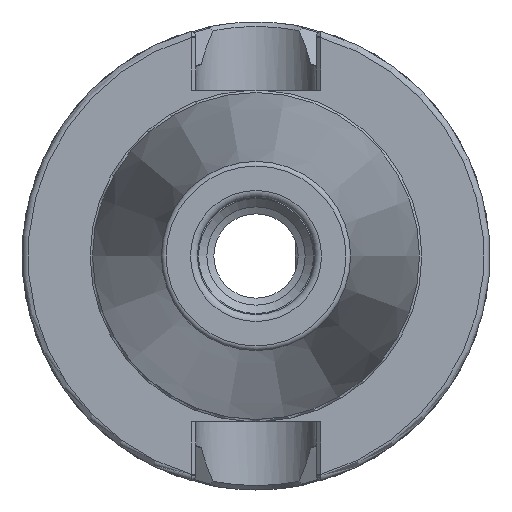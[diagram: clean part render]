
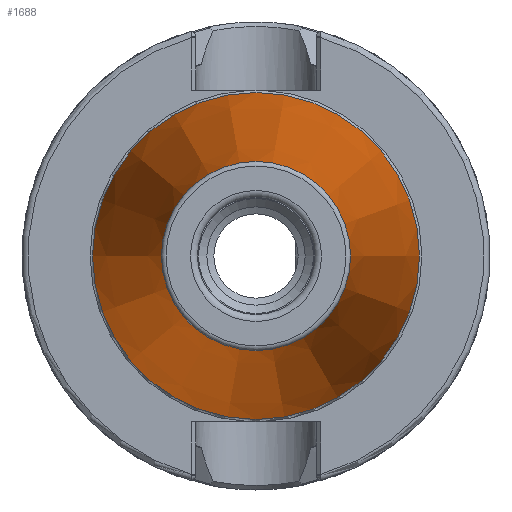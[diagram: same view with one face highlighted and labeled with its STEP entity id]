
A CAD part, left-side view. The second image highlights one B-rep face of the part: STEP entity #1688.
In plain terms, the highlighted conical face has half-angle 8.297 degrees and reference radius 27.564 mm.
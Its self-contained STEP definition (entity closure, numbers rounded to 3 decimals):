
#124=CONICAL_SURFACE('',#1917,27.564,0.145);
#267=FACE_OUTER_BOUND('',#375,.T.);
#375=EDGE_LOOP('',(#1495,#1496,#1497,#1498,#1499));
#469=LINE('',#3767,#559);
#559=VECTOR('',#2322,27.564);
#652=CIRCLE('',#1914,20.204);
#653=CIRCLE('',#1915,20.204);
#655=CIRCLE('',#1918,34.925);
#804=VERTEX_POINT('',#3759);
#805=VERTEX_POINT('',#3760);
#806=VERTEX_POINT('',#3765);
#1036=EDGE_CURVE('',#804,#805,#652,.T.);
#1037=EDGE_CURVE('',#805,#804,#653,.T.);
#1039=EDGE_CURVE('',#806,#806,#655,.T.);
#1040=EDGE_CURVE('',#806,#804,#469,.T.);
#1495=ORIENTED_EDGE('',*,*,#1039,.F.);
#1496=ORIENTED_EDGE('',*,*,#1040,.T.);
#1497=ORIENTED_EDGE('',*,*,#1036,.T.);
#1498=ORIENTED_EDGE('',*,*,#1037,.T.);
#1499=ORIENTED_EDGE('',*,*,#1040,.F.);
#1688=ADVANCED_FACE('',(#267),#124,.T.);
#1914=AXIS2_PLACEMENT_3D('',#3761,#2312,#2313);
#1915=AXIS2_PLACEMENT_3D('',#3762,#2314,#2315);
#1917=AXIS2_PLACEMENT_3D('',#3764,#2318,#2319);
#1918=AXIS2_PLACEMENT_3D('',#3766,#2320,#2321);
#2312=DIRECTION('center_axis',(1.,0.,0.));
#2313=DIRECTION('ref_axis',(0.,0.,-1.));
#2314=DIRECTION('center_axis',(1.,0.,0.));
#2315=DIRECTION('ref_axis',(0.,0.,-1.));
#2318=DIRECTION('center_axis',(1.,0.,0.));
#2319=DIRECTION('ref_axis',(0.,1.,0.));
#2320=DIRECTION('center_axis',(1.,0.,0.));
#2321=DIRECTION('ref_axis',(0.,0.,-1.));
#2322=DIRECTION('',(-0.99,0.144,0.));
#3759=CARTESIAN_POINT('',(-100.944,-20.204,0.));
#3760=CARTESIAN_POINT('',(-100.944,0.,20.204));
#3761=CARTESIAN_POINT('Origin',(-100.944,0.,
0.));
#3762=CARTESIAN_POINT('Origin',(-100.944,0.,
0.));
#3764=CARTESIAN_POINT('Origin',(-50.472,0.,
0.));
#3765=CARTESIAN_POINT('',(0.,-34.925,0.));
#3766=CARTESIAN_POINT('Origin',(0.,0.,
0.));
#3767=CARTESIAN_POINT('',(-50.472,-27.564,0.));
